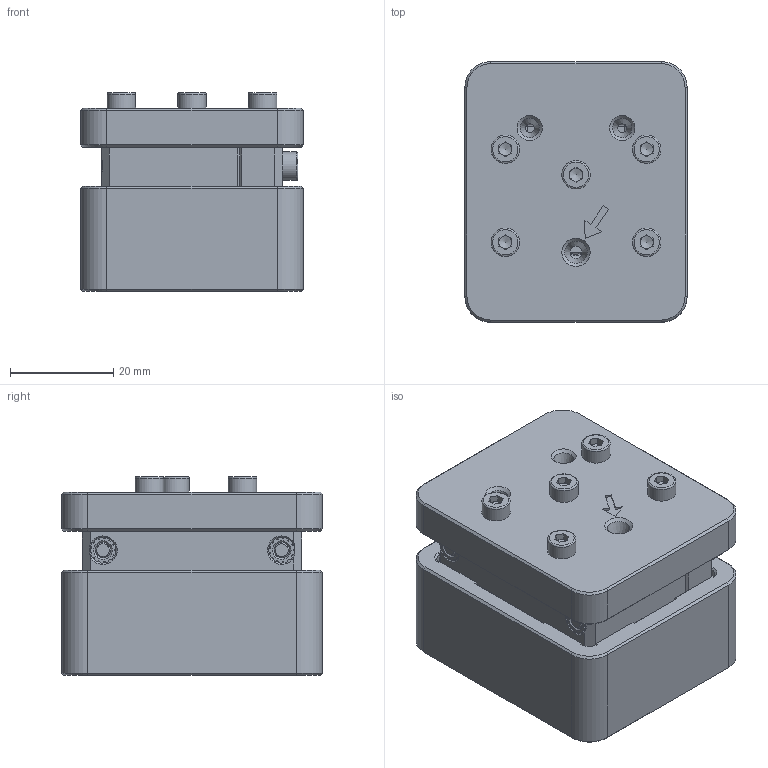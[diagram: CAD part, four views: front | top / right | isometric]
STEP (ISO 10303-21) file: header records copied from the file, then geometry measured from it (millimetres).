
FILE_DESCRIPTION(/* description */ ('STEP AP242','CAx-IF Rec.Pracs.---Representation and Presentation of Product Manufacturing Information (PMI)---4.0---2014-10-13','CAx-IF Rec.Pracs.---3D Tessellated Geometry---0.4---2014-09-14','2;1'),/* implementation_level */ '2;1');
FILE_NAME(/* name */ '652f77149f5d7f7f984cef10',/* time_stamp */ '2023-10-18T06:11:33Z',/* author */ (''),/* organization */ (''),/* preprocessor_version */ 'ST-DEVELOPER v19.4',/* originating_system */ ' ',/* authorisation */ ' ');
FILE_SCHEMA (('AP242_MANAGED_MODEL_BASED_3D_ENGINEERING_MIM_LF { 1 0 10303 442 1 1 4 }'));
Length unit declared in the file: metre
Products named in the file (8): Sock Mould Assembly; M3 Threaded Insert (1) v1; Hex socket head cap screw M3x0.50 x 35 x 18; Mould-Top; Mould-Block; Mould-Middle2; Mould-Lower; Mould-Middle1
Assembly tree (19 placements, depth 2):
  Sock Mould Assembly
    M3 Threaded Insert (1) v1  x7
    Hex socket head cap screw M3x0.50 x 35 x 18  x7
    Mould-Top
    Mould-Block
    Mould-Middle2
    Mould-Lower
    Mould-Middle1
Bounding box: 43 x 50.4 x 38.5 mm (x, y, z)
Volume: 67323.6 mm3; surface area: 28256.1 mm2
Topology: 19 solids, 19 shells, 1522 faces, 4042 edges, 2599 vertices
Faces by surface type: bspline 555, plane 447, cylinder 362, cone 97, torus 46, sphere 15
Full cylindrical faces by diameter (mm): 2.9 x7, 3 x14, 3.4 x19, 3.5 x2, 4.2 x7, 4.25 x7, 4.6 x7, 4.7 x7, 5.5 x7, 5.7 x1, 6.6 x2, 7.7 x1, 7.9 x1, 11.9 x1
Entity records: 22245 total; most frequent: CARTESIAN_POINT 6362, ORIENTED_EDGE 3208, DIRECTION 3127, EDGE_CURVE 1604, AXIS2_PLACEMENT_3D 1108, VERTEX_POINT 1055, LINE 911, VECTOR 911
